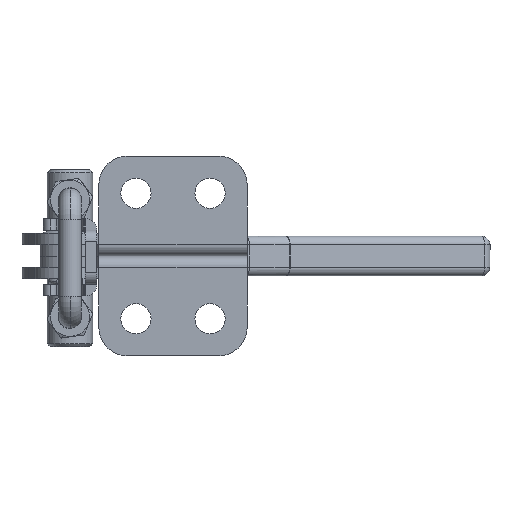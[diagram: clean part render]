
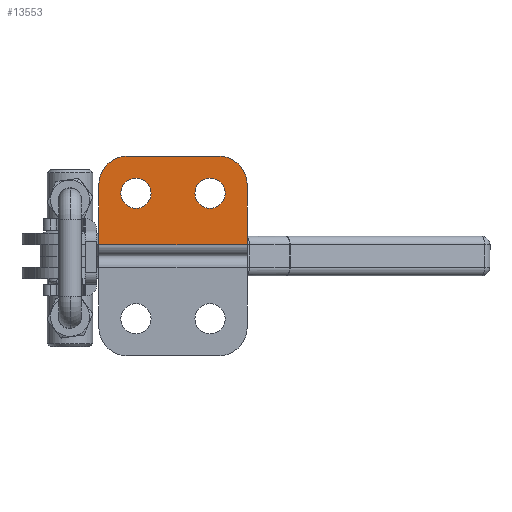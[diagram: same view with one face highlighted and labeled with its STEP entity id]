
A CAD part, front view. The second image highlights one B-rep face of the part: STEP entity #13553.
In plain terms, the highlighted planar face has unit normal (0, -1, 0).
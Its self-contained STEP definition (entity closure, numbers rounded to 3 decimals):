
#5416 = DIRECTION ( 'NONE',  ( 1., 0., 0. ) ) ;
#5417 = VECTOR ( 'NONE', #5416, 1000. ) ;
#5418 = CARTESIAN_POINT ( 'NONE',  ( 0., 0., 2. ) ) ;
#5419 = LINE ( 'NONE', #5418, #5417 ) ;
#7354 = CARTESIAN_POINT ( 'NONE',  ( -6.5, 0., 11. ) ) ;
#7355 = AXIS2_PLACEMENT_3D ( 'NONE', #7354, #7395, #7394 ) ;
#7356 = CIRCLE ( 'NONE', #7355, 2.65 ) ;
#7359 = CARTESIAN_POINT ( 'NONE',  ( -19.5, 0., 8.35 ) ) ;
#7381 = CARTESIAN_POINT ( 'NONE',  ( -19.5, 0., 13.65 ) ) ;
#7382 = DIRECTION ( 'NONE',  ( -1., 0., 0. ) ) ;
#7383 = DIRECTION ( 'NONE',  ( 0., 1., 0. ) ) ;
#7384 = CARTESIAN_POINT ( 'NONE',  ( -19.5, 0., 11. ) ) ;
#7385 = AXIS2_PLACEMENT_3D ( 'NONE', #7384, #7383, #7382 ) ;
#7386 = CIRCLE ( 'NONE', #7385, 2.65 ) ;
#7392 = CARTESIAN_POINT ( 'NONE',  ( -6.5, 0., 13.65 ) ) ;
#7393 = CARTESIAN_POINT ( 'NONE',  ( -6.5, 0., 8.35 ) ) ;
#7394 = DIRECTION ( 'NONE',  ( -1., 0., 0. ) ) ;
#7395 = DIRECTION ( 'NONE',  ( 0., 1., 0. ) ) ;
#8503 = CARTESIAN_POINT ( 'NONE',  ( 0., 0., 2. ) ) ;
#8504 = DIRECTION ( 'NONE',  ( 0., 0., -1. ) ) ;
#8505 = VECTOR ( 'NONE', #8504, 1000. ) ;
#8506 = CARTESIAN_POINT ( 'NONE',  ( 0., 0., 2. ) ) ;
#8507 = LINE ( 'NONE', #8506, #8505 ) ;
#8508 = CARTESIAN_POINT ( 'NONE',  ( 0., 0., 12.5 ) ) ;
#9304 = AXIS2_PLACEMENT_3D ( 'NONE', #9566, #9866, #9865 ) ;
#9566 = CARTESIAN_POINT ( 'NONE',  ( -6.5, 0., 11. ) ) ;
#9804 = CIRCLE ( 'NONE', #9304, 2.65 ) ;
#9806 = DIRECTION ( 'NONE',  ( -1., 0., 0. ) ) ;
#9807 = DIRECTION ( 'NONE',  ( 0., 1., 0. ) ) ;
#9808 = AXIS2_PLACEMENT_3D ( 'NONE', #9813, #9807, #9806 ) ;
#9809 = CIRCLE ( 'NONE', #9808, 2.65 ) ;
#9810 = DIRECTION ( 'NONE',  ( -1., 0., 0. ) ) ;
#9811 = DIRECTION ( 'NONE',  ( 0., 1., 0. ) ) ;
#9812 = AXIS2_PLACEMENT_3D ( 'NONE', #9814, #9811, #9810 ) ;
#9813 = CARTESIAN_POINT ( 'NONE',  ( -19.5, 0., 11. ) ) ;
#9814 = CARTESIAN_POINT ( 'NONE',  ( 0., 0., 2. ) ) ;
#9815 = PLANE ( 'NONE',  #9812 ) ;
#9816 = FACE_OUTER_BOUND ( 'NONE', #13562, .T. ) ;
#9817 = FACE_BOUND ( 'NONE', #13558, .T. ) ;
#9818 = FACE_BOUND ( 'NONE', #13554, .T. ) ;
#9819 = DIRECTION ( 'NONE',  ( -1., 0., 0. ) ) ;
#9820 = DIRECTION ( 'NONE',  ( 0., -1., 0. ) ) ;
#9821 = CARTESIAN_POINT ( 'NONE',  ( -21., 0., 12.5 ) ) ;
#9822 = AXIS2_PLACEMENT_3D ( 'NONE', #9821, #9820, #9819 ) ;
#9823 = CIRCLE ( 'NONE', #9822, 5. ) ;
#9824 = CARTESIAN_POINT ( 'NONE',  ( -21., 0., 17.5 ) ) ;
#9825 = DIRECTION ( 'NONE',  ( 1., 0., 0. ) ) ;
#9826 = VECTOR ( 'NONE', #9825, 1000. ) ;
#9827 = CARTESIAN_POINT ( 'NONE',  ( -26., 0., 17.5 ) ) ;
#9828 = LINE ( 'NONE', #9827, #9826 ) ;
#9836 = CARTESIAN_POINT ( 'NONE',  ( -26., 0., 12.5 ) ) ;
#9854 = CARTESIAN_POINT ( 'NONE',  ( -26., 0., 2. ) ) ;
#9855 = DIRECTION ( 'NONE',  ( 0., 0., -1. ) ) ;
#9856 = VECTOR ( 'NONE', #9855, 1000. ) ;
#9857 = CARTESIAN_POINT ( 'NONE',  ( -26., 0., 2. ) ) ;
#9858 = LINE ( 'NONE', #9857, #9856 ) ;
#9859 = CARTESIAN_POINT ( 'NONE',  ( -5., 0., 17.5 ) ) ;
#9860 = DIRECTION ( 'NONE',  ( -1., 0., 0. ) ) ;
#9861 = DIRECTION ( 'NONE',  ( 0., -1., 0. ) ) ;
#9862 = CARTESIAN_POINT ( 'NONE',  ( -5., 0., 12.5 ) ) ;
#9863 = AXIS2_PLACEMENT_3D ( 'NONE', #9862, #9861, #9860 ) ;
#9864 = CIRCLE ( 'NONE', #9863, 5. ) ;
#9865 = DIRECTION ( 'NONE',  ( -1., 0., 0. ) ) ;
#9866 = DIRECTION ( 'NONE',  ( 0., 1., 0. ) ) ;
#12719 = VERTEX_POINT ( 'NONE', #7359 ) ;
#12723 = EDGE_CURVE ( 'NONE', #12724, #12725, #7356, .T. ) ;
#12724 = VERTEX_POINT ( 'NONE', #7393 ) ;
#12725 = VERTEX_POINT ( 'NONE', #7392 ) ;
#12729 = EDGE_CURVE ( 'NONE', #12719, #12730, #7386, .T. ) ;
#12730 = VERTEX_POINT ( 'NONE', #7381 ) ;
#13125 = VERTEX_POINT ( 'NONE', #8508 ) ;
#13127 = EDGE_CURVE ( 'NONE', #13125, #13128, #8507, .T. ) ;
#13128 = VERTEX_POINT ( 'NONE', #8503 ) ;
#13544 = VERTEX_POINT ( 'NONE', #9836 ) ;
#13548 = ORIENTED_EDGE ( 'NONE', *, *, #13549, .F. ) ;
#13549 = EDGE_CURVE ( 'NONE', #13550, #13566, #9828, .T. ) ;
#13550 = VERTEX_POINT ( 'NONE', #9824 ) ;
#13551 = ORIENTED_EDGE ( 'NONE', *, *, #13552, .T. ) ;
#13552 = EDGE_CURVE ( 'NONE', #13550, #13544, #9823, .T. ) ;
#13553 = ADVANCED_FACE ( 'NONE', ( #9818, #9817, #9816 ), #9815, .F. ) ;
#13554 = EDGE_LOOP ( 'NONE', ( #13555, #13557 ) ) ;
#13555 = ORIENTED_EDGE ( 'NONE', *, *, #13556, .T. ) ;
#13556 = EDGE_CURVE ( 'NONE', #12730, #12719, #9809, .T. ) ;
#13557 = ORIENTED_EDGE ( 'NONE', *, *, #12729, .T. ) ;
#13558 = EDGE_LOOP ( 'NONE', ( #13559, #13561 ) ) ;
#13559 = ORIENTED_EDGE ( 'NONE', *, *, #13560, .T. ) ;
#13560 = EDGE_CURVE ( 'NONE', #12725, #12724, #9804, .T. ) ;
#13561 = ORIENTED_EDGE ( 'NONE', *, *, #12723, .T. ) ;
#13562 = EDGE_LOOP ( 'NONE', ( #13563, #13564, #13548, #13551, #15946, #15947 ) ) ;
#13563 = ORIENTED_EDGE ( 'NONE', *, *, #13127, .F. ) ;
#13564 = ORIENTED_EDGE ( 'NONE', *, *, #13565, .T. ) ;
#13565 = EDGE_CURVE ( 'NONE', #13125, #13566, #9864, .T. ) ;
#13566 = VERTEX_POINT ( 'NONE', #9859 ) ;
#13569 = EDGE_CURVE ( 'NONE', #13544, #13570, #9858, .T. ) ;
#13570 = VERTEX_POINT ( 'NONE', #9854 ) ;
#15946 = ORIENTED_EDGE ( 'NONE', *, *, #13569, .T. ) ;
#15947 = ORIENTED_EDGE ( 'NONE', *, *, #16081, .T. ) ;
#16081 = EDGE_CURVE ( 'NONE', #13570, #13128, #5419, .T. ) ;
